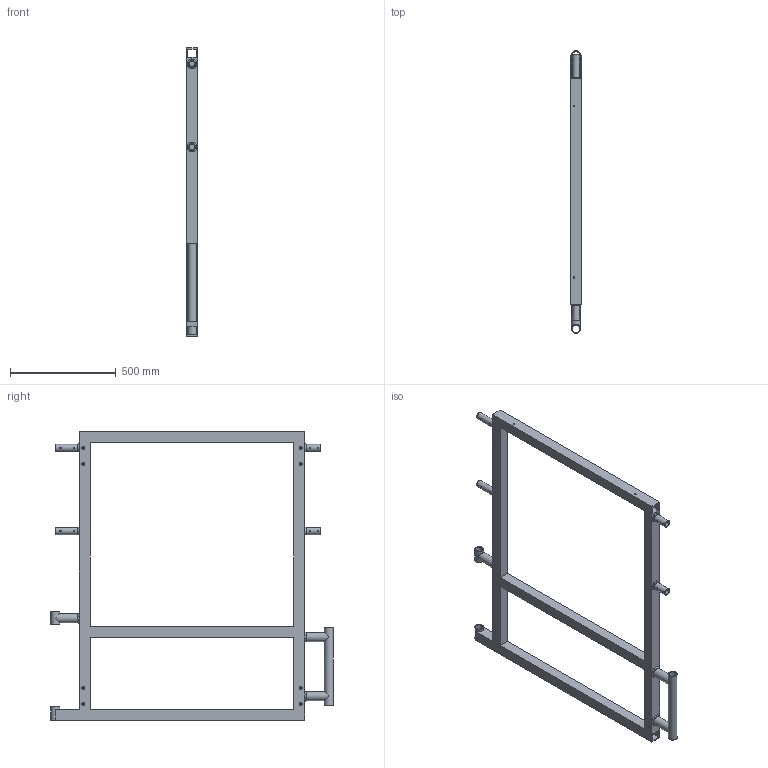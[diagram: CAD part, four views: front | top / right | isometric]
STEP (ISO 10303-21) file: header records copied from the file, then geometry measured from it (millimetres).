
FILE_DESCRIPTION(/* description */ (''),/* implementation_level */ '2;1');
FILE_NAME(/* name */ 'GE-17396_1.stp',/* time_stamp */ '2017-01-08T14:10:44-05:00',/* author */ ('jeff1'),/* organization */ (''),/* preprocessor_version */ 'ST-DEVELOPER v16.5',/* originating_system */ 'Autodesk Inventor 2017',/* authorisation */ '');
FILE_SCHEMA (('AUTOMOTIVE_DESIGN { 1 0 10303 214 3 1 1 }'));
Length unit declared in the file: inch
Products named in the file (1): GE-17396_1
Bounding box: 50.8 x 1337.56 x 1365.25 mm (x, y, z)
Volume: 6934443.9 mm3; surface area: 2295757.8 mm2
Topology: 1 solids, 5 shells, 144 faces, 432 edges, 293 vertices
Faces by surface type: plane 62, cylinder 58, torus 10, cone 8, bspline 6
Full cylindrical faces by diameter (mm): 6.756 x34, 26.645 x4, 33.401 x4, 35.052 x6, 42.164 x6
Entity records: 7126 total; most frequent: CARTESIAN_POINT 3914, DIRECTION 618, ORIENTED_EDGE 538, EDGE_LOOP 302, EDGE_CURVE 269, AXIS2_PLACEMENT_3D 251, VERTEX_POINT 215, FACE_BOUND 158
